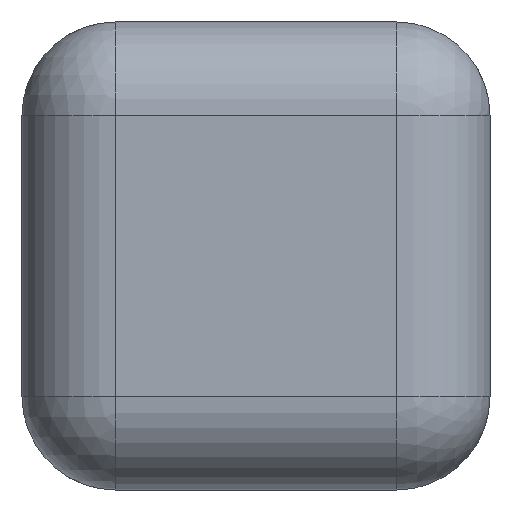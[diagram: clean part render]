
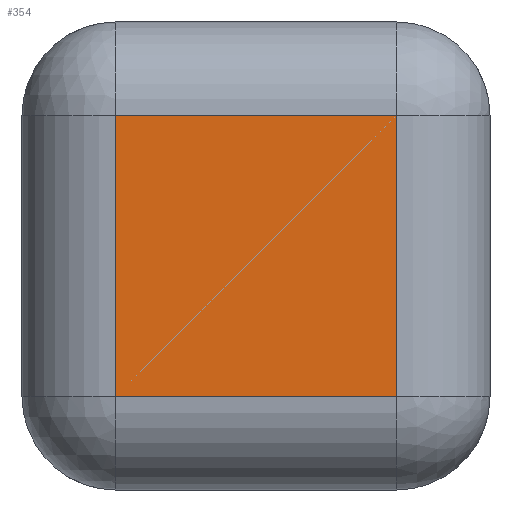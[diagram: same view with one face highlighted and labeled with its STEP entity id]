
A CAD part, front view. The second image highlights one B-rep face of the part: STEP entity #354.
In plain terms, the highlighted planar face has unit normal (0, -1, 0).
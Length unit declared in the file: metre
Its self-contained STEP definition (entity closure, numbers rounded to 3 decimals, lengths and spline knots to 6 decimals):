
#76=ORIENTED_EDGE('',*,*,#180,.T.);
#77=ORIENTED_EDGE('',*,*,#181,.T.);
#78=ORIENTED_EDGE('',*,*,#182,.T.);
#79=ORIENTED_EDGE('',*,*,#183,.T.);
#180=EDGE_CURVE('',#232,#233,#260,.F.);
#181=EDGE_CURVE('',#233,#234,#261,.F.);
#182=EDGE_CURVE('',#234,#235,#262,.F.);
#183=EDGE_CURVE('',#235,#232,#263,.F.);
#232=VERTEX_POINT('',#616);
#233=VERTEX_POINT('',#617);
#234=VERTEX_POINT('',#619);
#235=VERTEX_POINT('',#621);
#260=LINE('',#615,#284);
#261=LINE('',#618,#285);
#262=LINE('',#620,#286);
#263=LINE('',#622,#287);
#284=VECTOR('',#471,1.);
#285=VECTOR('',#472,1.);
#286=VECTOR('',#473,1.);
#287=VECTOR('',#474,1.);
#296=EDGE_LOOP('',(#76,#77,#78,#79));
#322=FACE_BOUND('',#296,.T.);
#348=PLANE('',#393);
#354=ADVANCED_FACE('',(#322),#348,.T.);
#393=AXIS2_PLACEMENT_3D('',#614,#469,#470);
#469=DIRECTION('',(0.,-1.,0.));
#470=DIRECTION('',(1.,0.,0.));
#471=DIRECTION('',(1.,0.,0.));
#472=DIRECTION('',(0.,0.,1.));
#473=DIRECTION('',(-1.,0.,0.));
#474=DIRECTION('',(0.,0.,-1.));
#614=CARTESIAN_POINT('',(0.005,-0.088,-0.005));
#615=CARTESIAN_POINT('',(0.005,-0.088,-0.002));
#616=CARTESIAN_POINT('',(0.008,-0.088,-0.002));
#617=CARTESIAN_POINT('',(0.002,-0.088,-0.002));
#618=CARTESIAN_POINT('',(0.002,-0.088,-0.005));
#619=CARTESIAN_POINT('',(0.002,-0.088,-0.008));
#620=CARTESIAN_POINT('',(0.005,-0.088,-0.008));
#621=CARTESIAN_POINT('',(0.008,-0.088,-0.008));
#622=CARTESIAN_POINT('',(0.008,-0.088,-0.005));
